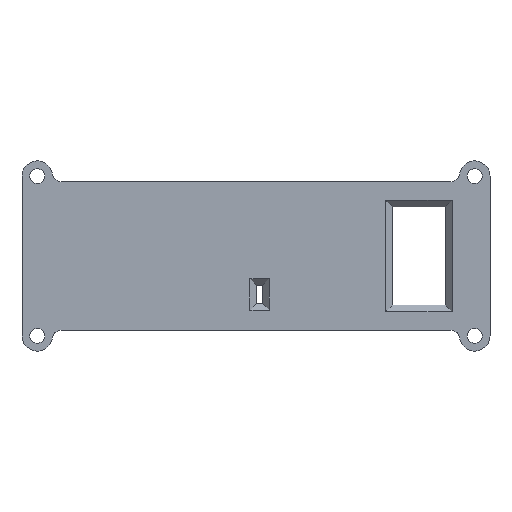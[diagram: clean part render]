
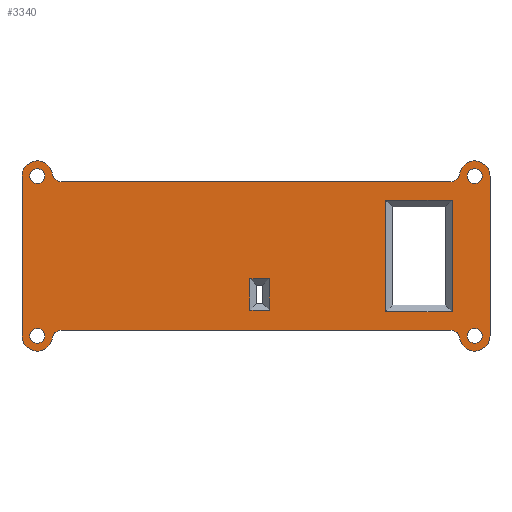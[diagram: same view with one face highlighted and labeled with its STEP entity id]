
A CAD part, top view. The second image highlights one B-rep face of the part: STEP entity #3340.
In plain terms, the highlighted planar face has unit normal (0, 0, 1).
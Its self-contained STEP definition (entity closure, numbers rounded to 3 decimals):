
#239=FACE_BOUND('',#524,.T.);
#240=FACE_BOUND('',#525,.T.);
#241=FACE_BOUND('',#526,.T.);
#242=FACE_BOUND('',#527,.T.);
#243=FACE_BOUND('',#528,.T.);
#244=FACE_BOUND('',#529,.T.);
#269=CIRCLE('',#3548,2.);
#270=CIRCLE('',#3549,3.5);
#271=CIRCLE('',#3550,3.5);
#272=CIRCLE('',#3551,2.);
#273=CIRCLE('',#3552,2.);
#274=CIRCLE('',#3553,3.5);
#275=CIRCLE('',#3554,3.5);
#276=CIRCLE('',#3555,2.);
#277=CIRCLE('',#3556,1.7);
#278=CIRCLE('',#3557,1.7);
#279=CIRCLE('',#3558,1.7);
#280=CIRCLE('',#3559,1.7);
#330=FACE_OUTER_BOUND('',#523,.T.);
#523=EDGE_LOOP('',(#2250,#2251,#2252,#2253,#2254,#2255,#2256,#2257,#2258,
#2259,#2260,#2261));
#524=EDGE_LOOP('',(#2262));
#525=EDGE_LOOP('',(#2263));
#526=EDGE_LOOP('',(#2264));
#527=EDGE_LOOP('',(#2265));
#528=EDGE_LOOP('',(#2266,#2267,#2268,#2269));
#529=EDGE_LOOP('',(#2270,#2271,#2272,#2273));
#743=LINE('',#4423,#1065);
#748=LINE('',#4433,#1070);
#750=LINE('',#4437,#1072);
#753=LINE('',#4442,#1075);
#760=LINE('',#4461,#1082);
#761=LINE('',#4467,#1083);
#762=LINE('',#4473,#1084);
#763=LINE('',#4478,#1085);
#764=LINE('',#4489,#1086);
#765=LINE('',#4491,#1087);
#766=LINE('',#4493,#1088);
#767=LINE('',#4494,#1089);
#1065=VECTOR('',#3732,10.);
#1070=VECTOR('',#3739,10.);
#1072=VECTOR('',#3743,10.);
#1075=VECTOR('',#3748,10.);
#1082=VECTOR('',#3765,10.);
#1083=VECTOR('',#3770,10.);
#1084=VECTOR('',#3775,10.);
#1085=VECTOR('',#3780,10.);
#1086=VECTOR('',#3789,10.);
#1087=VECTOR('',#3790,10.);
#1088=VECTOR('',#3791,10.);
#1089=VECTOR('',#3792,10.);
#1387=VERTEX_POINT('',#4421);
#1388=VERTEX_POINT('',#4422);
#1392=VERTEX_POINT('',#4432);
#1393=VERTEX_POINT('',#4436);
#1398=VERTEX_POINT('',#4455);
#1399=VERTEX_POINT('',#4456);
#1400=VERTEX_POINT('',#4458);
#1401=VERTEX_POINT('',#4460);
#1402=VERTEX_POINT('',#4462);
#1403=VERTEX_POINT('',#4464);
#1404=VERTEX_POINT('',#4466);
#1405=VERTEX_POINT('',#4468);
#1406=VERTEX_POINT('',#4470);
#1407=VERTEX_POINT('',#4472);
#1408=VERTEX_POINT('',#4474);
#1409=VERTEX_POINT('',#4476);
#1410=VERTEX_POINT('',#4479);
#1411=VERTEX_POINT('',#4481);
#1412=VERTEX_POINT('',#4483);
#1413=VERTEX_POINT('',#4485);
#1414=VERTEX_POINT('',#4487);
#1415=VERTEX_POINT('',#4488);
#1416=VERTEX_POINT('',#4490);
#1417=VERTEX_POINT('',#4492);
#1720=EDGE_CURVE('',#1387,#1388,#743,.T.);
#1725=EDGE_CURVE('',#1388,#1392,#748,.T.);
#1727=EDGE_CURVE('',#1393,#1387,#750,.T.);
#1730=EDGE_CURVE('',#1392,#1393,#753,.T.);
#1737=EDGE_CURVE('',#1398,#1399,#269,.T.);
#1738=EDGE_CURVE('',#1398,#1400,#270,.T.);
#1739=EDGE_CURVE('',#1400,#1401,#760,.T.);
#1740=EDGE_CURVE('',#1401,#1402,#271,.T.);
#1741=EDGE_CURVE('',#1403,#1402,#272,.T.);
#1742=EDGE_CURVE('',#1403,#1404,#761,.T.);
#1743=EDGE_CURVE('',#1405,#1404,#273,.T.);
#1744=EDGE_CURVE('',#1405,#1406,#274,.T.);
#1745=EDGE_CURVE('',#1406,#1407,#762,.T.);
#1746=EDGE_CURVE('',#1407,#1408,#275,.T.);
#1747=EDGE_CURVE('',#1409,#1408,#276,.T.);
#1748=EDGE_CURVE('',#1409,#1399,#763,.T.);
#1749=EDGE_CURVE('',#1410,#1410,#277,.T.);
#1750=EDGE_CURVE('',#1411,#1411,#278,.T.);
#1751=EDGE_CURVE('',#1412,#1412,#279,.T.);
#1752=EDGE_CURVE('',#1413,#1413,#280,.T.);
#1753=EDGE_CURVE('',#1414,#1415,#764,.T.);
#1754=EDGE_CURVE('',#1416,#1414,#765,.T.);
#1755=EDGE_CURVE('',#1417,#1416,#766,.T.);
#1756=EDGE_CURVE('',#1415,#1417,#767,.T.);
#2250=ORIENTED_EDGE('',*,*,#1737,.F.);
#2251=ORIENTED_EDGE('',*,*,#1738,.T.);
#2252=ORIENTED_EDGE('',*,*,#1739,.T.);
#2253=ORIENTED_EDGE('',*,*,#1740,.T.);
#2254=ORIENTED_EDGE('',*,*,#1741,.F.);
#2255=ORIENTED_EDGE('',*,*,#1742,.T.);
#2256=ORIENTED_EDGE('',*,*,#1743,.F.);
#2257=ORIENTED_EDGE('',*,*,#1744,.T.);
#2258=ORIENTED_EDGE('',*,*,#1745,.T.);
#2259=ORIENTED_EDGE('',*,*,#1746,.T.);
#2260=ORIENTED_EDGE('',*,*,#1747,.F.);
#2261=ORIENTED_EDGE('',*,*,#1748,.T.);
#2262=ORIENTED_EDGE('',*,*,#1749,.T.);
#2263=ORIENTED_EDGE('',*,*,#1750,.T.);
#2264=ORIENTED_EDGE('',*,*,#1751,.T.);
#2265=ORIENTED_EDGE('',*,*,#1752,.T.);
#2266=ORIENTED_EDGE('',*,*,#1753,.F.);
#2267=ORIENTED_EDGE('',*,*,#1754,.F.);
#2268=ORIENTED_EDGE('',*,*,#1755,.F.);
#2269=ORIENTED_EDGE('',*,*,#1756,.F.);
#2270=ORIENTED_EDGE('',*,*,#1720,.F.);
#2271=ORIENTED_EDGE('',*,*,#1727,.F.);
#2272=ORIENTED_EDGE('',*,*,#1730,.F.);
#2273=ORIENTED_EDGE('',*,*,#1725,.F.);
#3241=PLANE('',#3547);
#3340=ADVANCED_FACE('',(#330,#239,#240,#241,#242,#243,#244),#3241,.T.);
#3547=AXIS2_PLACEMENT_3D('',#4454,#3759,#3760);
#3548=AXIS2_PLACEMENT_3D('',#4457,#3761,#3762);
#3549=AXIS2_PLACEMENT_3D('',#4459,#3763,#3764);
#3550=AXIS2_PLACEMENT_3D('',#4463,#3766,#3767);
#3551=AXIS2_PLACEMENT_3D('',#4465,#3768,#3769);
#3552=AXIS2_PLACEMENT_3D('',#4469,#3771,#3772);
#3553=AXIS2_PLACEMENT_3D('',#4471,#3773,#3774);
#3554=AXIS2_PLACEMENT_3D('',#4475,#3776,#3777);
#3555=AXIS2_PLACEMENT_3D('',#4477,#3778,#3779);
#3556=AXIS2_PLACEMENT_3D('',#4480,#3781,#3782);
#3557=AXIS2_PLACEMENT_3D('',#4482,#3783,#3784);
#3558=AXIS2_PLACEMENT_3D('',#4484,#3785,#3786);
#3559=AXIS2_PLACEMENT_3D('',#4486,#3787,#3788);
#3732=DIRECTION('',(0.,-1.,0.));
#3739=DIRECTION('',(1.,0.,0.));
#3743=DIRECTION('',(-1.,0.,0.));
#3748=DIRECTION('',(0.,1.,0.));
#3759=DIRECTION('center_axis',(0.,0.,1.));
#3760=DIRECTION('ref_axis',(1.,0.,0.));
#3761=DIRECTION('center_axis',(0.,0.,
1.));
#3762=DIRECTION('ref_axis',(0.991,0.136,0.));
#3763=DIRECTION('center_axis',(0.,0.,
1.));
#3764=DIRECTION('ref_axis',(-0.991,-0.136,0.));
#3765=DIRECTION('',(0.,1.,0.));
#3766=DIRECTION('center_axis',(0.,0.,
1.));
#3767=DIRECTION('ref_axis',(1.,0.,0.));
#3768=DIRECTION('center_axis',(0.,0.,
1.));
#3769=DIRECTION('ref_axis',(0.,-1.,0.));
#3770=DIRECTION('',(-1.,0.,0.));
#3771=DIRECTION('center_axis',(0.,0.,
1.));
#3772=DIRECTION('ref_axis',(-0.991,-0.136,0.));
#3773=DIRECTION('center_axis',(0.,0.,
1.));
#3774=DIRECTION('ref_axis',(0.991,0.136,0.));
#3775=DIRECTION('',(0.,-1.,0.));
#3776=DIRECTION('center_axis',(0.,0.,
1.));
#3777=DIRECTION('ref_axis',(-1.,0.,0.));
#3778=DIRECTION('center_axis',(0.,0.,
1.));
#3779=DIRECTION('ref_axis',(0.,1.,0.));
#3780=DIRECTION('',(1.,0.,0.));
#3781=DIRECTION('center_axis',(0.,0.,-1.));
#3782=DIRECTION('ref_axis',(1.,0.,0.));
#3783=DIRECTION('center_axis',(0.,0.,-1.));
#3784=DIRECTION('ref_axis',(1.,0.,0.));
#3785=DIRECTION('center_axis',(0.,0.,-1.));
#3786=DIRECTION('ref_axis',(1.,0.,0.));
#3787=DIRECTION('center_axis',(0.,0.,-1.));
#3788=DIRECTION('ref_axis',(1.,0.,0.));
#3789=DIRECTION('',(1.,0.,0.));
#3790=DIRECTION('',(0.,-1.,0.));
#3791=DIRECTION('',(-1.,0.,0.));
#3792=DIRECTION('',(0.,1.,0.));
#4421=CARTESIAN_POINT('',(-1.379,-5.197,8.));
#4422=CARTESIAN_POINT('',(-1.379,-12.397,8.));
#4423=CARTESIAN_POINT('',(-1.379,-3.349,8.));
#4432=CARTESIAN_POINT('',(3.021,-12.397,8.));
#4433=CARTESIAN_POINT('',(0.06,-12.397,8.));
#4436=CARTESIAN_POINT('',(3.021,-5.197,8.));
#4437=CARTESIAN_POINT('',(0.76,-5.197,8.));
#4442=CARTESIAN_POINT('',(3.021,-5.449,8.));
#4454=CARTESIAN_POINT('Origin',(0.,0.,8.));
#4455=CARTESIAN_POINT('',(46.533,-18.727,8.));
#4456=CARTESIAN_POINT('',(44.551,-17.,8.));
#4457=CARTESIAN_POINT('Origin',(44.551,-19.,8.));
#4458=CARTESIAN_POINT('',(53.5,-18.25,8.));
#4459=CARTESIAN_POINT('Origin',(50.,-18.25,8.));
#4460=CARTESIAN_POINT('',(53.5,18.25,8.));
#4461=CARTESIAN_POINT('',(53.5,-18.25,8.));
#4462=CARTESIAN_POINT('',(46.533,18.727,8.));
#4463=CARTESIAN_POINT('Origin',(50.,18.25,8.));
#4464=CARTESIAN_POINT('',(44.551,17.,8.));
#4465=CARTESIAN_POINT('Origin',(44.551,19.,8.));
#4466=CARTESIAN_POINT('',(-44.551,17.,8.));
#4467=CARTESIAN_POINT('',(45.057,17.,8.));
#4468=CARTESIAN_POINT('',(-46.533,18.727,8.));
#4469=CARTESIAN_POINT('Origin',(-44.551,19.,8.));
#4470=CARTESIAN_POINT('',(-53.5,18.25,8.));
#4471=CARTESIAN_POINT('Origin',(-50.,18.25,8.));
#4472=CARTESIAN_POINT('',(-53.5,-18.25,8.));
#4473=CARTESIAN_POINT('',(-53.5,-12.56,8.));
#4474=CARTESIAN_POINT('',(-46.533,-18.727,8.));
#4475=CARTESIAN_POINT('Origin',(-50.,-18.25,8.));
#4476=CARTESIAN_POINT('',(-44.551,-17.,8.));
#4477=CARTESIAN_POINT('Origin',(-44.551,-19.,8.));
#4478=CARTESIAN_POINT('',(-45.057,-17.,8.));
#4479=CARTESIAN_POINT('',(48.3,18.25,8.));
#4480=CARTESIAN_POINT('Origin',(50.,18.25,8.));
#4481=CARTESIAN_POINT('',(-51.7,-18.25,8.));
#4482=CARTESIAN_POINT('Origin',(-50.,-18.25,8.));
#4483=CARTESIAN_POINT('',(-51.7,18.25,8.));
#4484=CARTESIAN_POINT('Origin',(-50.,18.25,8.));
#4485=CARTESIAN_POINT('',(48.3,-18.25,8.));
#4486=CARTESIAN_POINT('Origin',(50.,-18.25,8.));
#4487=CARTESIAN_POINT('',(29.64,-12.75,8.));
#4488=CARTESIAN_POINT('',(44.86,-12.75,8.));
#4489=CARTESIAN_POINT('',(21.68,-12.75,8.));
#4490=CARTESIAN_POINT('',(29.64,12.75,8.));
#4491=CARTESIAN_POINT('',(29.64,-5.625,8.));
#4492=CARTESIAN_POINT('',(44.86,12.75,8.));
#4493=CARTESIAN_POINT('',(15.57,12.75,8.));
#4494=CARTESIAN_POINT('',(44.86,5.625,8.));
